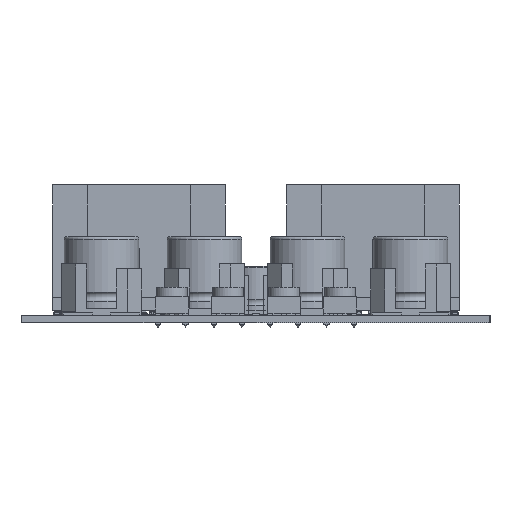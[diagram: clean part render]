
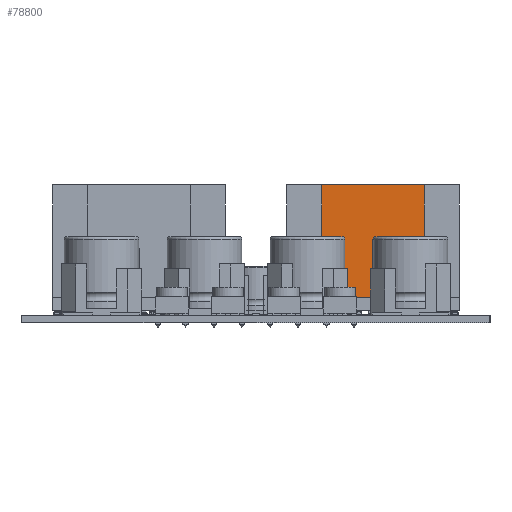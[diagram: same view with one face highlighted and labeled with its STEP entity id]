
A CAD part, left-side view. The second image highlights one B-rep face of the part: STEP entity #78800.
In plain terms, the highlighted planar face has unit normal (-1, 0, 0).
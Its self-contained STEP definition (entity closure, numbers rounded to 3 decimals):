
#6111=PLANE('',#84911);
#9083=FACE_OUTER_BOUND('',#13901,.T.);
#13901=EDGE_LOOP('',(#59713,#59714,#59715,#59716));
#21666=LINE('',#115099,#29560);
#21667=LINE('',#115101,#29561);
#21668=LINE('',#115103,#29562);
#21669=LINE('',#115104,#29563);
#29560=VECTOR('',#94778,1000.);
#29561=VECTOR('',#94779,1000.);
#29562=VECTOR('',#94780,1000.);
#29563=VECTOR('',#94781,1000.);
#37253=VERTEX_POINT('',#115097);
#37254=VERTEX_POINT('',#115098);
#37255=VERTEX_POINT('',#115100);
#37256=VERTEX_POINT('',#115102);
#45592=EDGE_CURVE('',#37253,#37254,#21666,.T.);
#45593=EDGE_CURVE('',#37255,#37253,#21667,.T.);
#45594=EDGE_CURVE('',#37256,#37255,#21668,.T.);
#45595=EDGE_CURVE('',#37256,#37254,#21669,.T.);
#59713=ORIENTED_EDGE('',*,*,#45592,.F.);
#59714=ORIENTED_EDGE('',*,*,#45593,.F.);
#59715=ORIENTED_EDGE('',*,*,#45594,.F.);
#59716=ORIENTED_EDGE('',*,*,#45595,.T.);
#78800=ADVANCED_FACE('',(#9083),#6111,.F.);
#84911=AXIS2_PLACEMENT_3D('',#115096,#94776,#94777);
#94776=DIRECTION('center_axis',(1.,0.,0.));
#94777=DIRECTION('ref_axis',(0.,1.,0.));
#94778=DIRECTION('',(0.,0.,-1.));
#94779=DIRECTION('',(0.,-1.,0.));
#94780=DIRECTION('',(0.,0.,1.));
#94781=DIRECTION('',(0.,-1.,0.));
#115096=CARTESIAN_POINT('Origin',(-28.25,18.415,27.9));
#115097=CARTESIAN_POINT('',(-28.25,-10.915,27.9));
#115098=CARTESIAN_POINT('',(-28.25,-10.915,3.8));
#115099=CARTESIAN_POINT('',(-28.25,-10.915,27.9));
#115100=CARTESIAN_POINT('',(-28.25,10.915,27.9));
#115101=CARTESIAN_POINT('',(-28.25,18.415,27.9));
#115102=CARTESIAN_POINT('',(-28.25,10.915,3.8));
#115103=CARTESIAN_POINT('',(-28.25,10.915,27.9));
#115104=CARTESIAN_POINT('',(-28.25,18.415,3.8));
